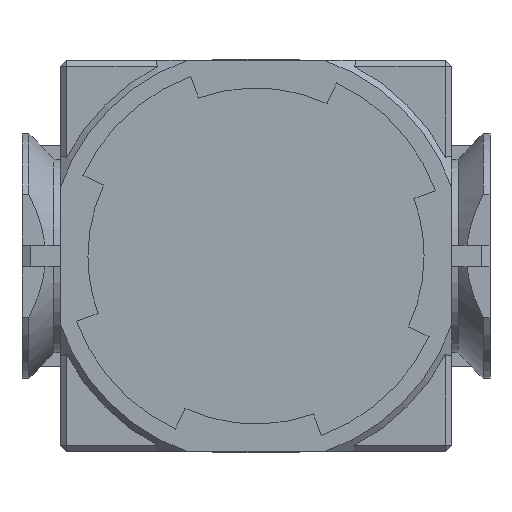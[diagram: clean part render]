
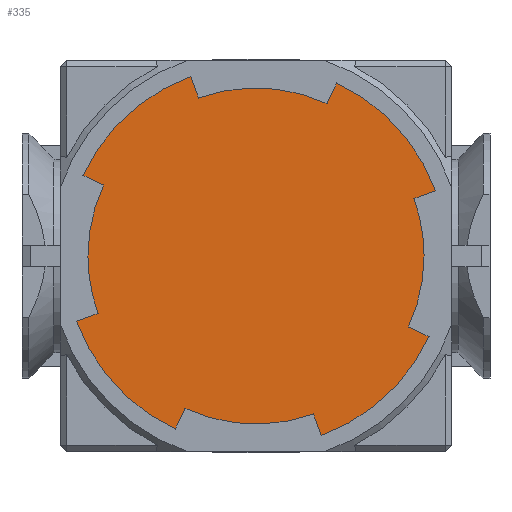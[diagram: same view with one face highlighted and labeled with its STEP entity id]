
A CAD part, front view. The second image highlights one B-rep face of the part: STEP entity #335.
In plain terms, the highlighted planar face has unit normal (0, -1, 0).
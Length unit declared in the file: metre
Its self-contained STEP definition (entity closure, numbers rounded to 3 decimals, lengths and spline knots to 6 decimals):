
#335=ADVANCED_FACE('8:19792',(#1202),#1203,.T.);
#1202=FACE_OUTER_BOUND('',#2365,.T.);
#1203=PLANE('',#2366);
#2365=EDGE_LOOP('',(#6162,#6163,#6164,#6165,#6166,#6167,#6168,#6169,#6170,#6171,#6172,#6173,#6174,#6175,#6176,#6177,#6178,#6179));
#2366=AXIS2_PLACEMENT_3D('',#6180,#6181,#6182);
#6162=ORIENTED_EDGE('',*,*,#8925,.T.);
#6163=ORIENTED_EDGE('',*,*,#8257,.T.);
#6164=ORIENTED_EDGE('',*,*,#8926,.T.);
#6165=ORIENTED_EDGE('',*,*,#8927,.T.);
#6166=ORIENTED_EDGE('',*,*,#8928,.T.);
#6167=ORIENTED_EDGE('',*,*,#8929,.T.);
#6168=ORIENTED_EDGE('',*,*,#8930,.T.);
#6169=ORIENTED_EDGE('',*,*,#8931,.T.);
#6170=ORIENTED_EDGE('',*,*,#8932,.T.);
#6171=ORIENTED_EDGE('',*,*,#8933,.T.);
#6172=ORIENTED_EDGE('',*,*,#8934,.T.);
#6173=ORIENTED_EDGE('',*,*,#8255,.T.);
#6174=ORIENTED_EDGE('',*,*,#8935,.T.);
#6175=ORIENTED_EDGE('',*,*,#8936,.T.);
#6176=ORIENTED_EDGE('',*,*,#8937,.T.);
#6177=ORIENTED_EDGE('',*,*,#8938,.T.);
#6178=ORIENTED_EDGE('',*,*,#8939,.T.);
#6179=ORIENTED_EDGE('',*,*,#8940,.T.);
#6180=CARTESIAN_POINT('',(0.,-0.0402,0.0));
#6181=DIRECTION('',(0.,-1.0,0.0));
#6182=DIRECTION('',(1.0,0.,0.0));
#8255=EDGE_CURVE('8:20785',#9767,#9771,#9773,.T.);
#8257=EDGE_CURVE('8:20713',#9777,#9774,#9778,.T.);
#8925=EDGE_CURVE('8:20701',#10877,#9777,#10878,.T.);
#8926=EDGE_CURVE('8:20713',#9774,#10879,#10880,.T.);
#8927=EDGE_CURVE('8:20722',#10879,#10881,#10882,.T.);
#8928=EDGE_CURVE('8:20731',#10881,#10883,#10884,.T.);
#8929=EDGE_CURVE('8:20740',#10883,#10885,#10886,.T.);
#8930=EDGE_CURVE('8:20749',#10885,#10887,#10888,.T.);
#8931=EDGE_CURVE('8:20758',#10887,#10889,#10890,.T.);
#8932=EDGE_CURVE('8:20767',#10889,#10891,#10892,.T.);
#8933=EDGE_CURVE('8:20776',#10891,#10893,#10894,.T.);
#8934=EDGE_CURVE('8:20785',#10893,#9767,#10895,.T.);
#8935=EDGE_CURVE('8:20794',#9771,#10896,#10897,.T.);
#8936=EDGE_CURVE('8:20803',#10896,#10898,#10899,.T.);
#8937=EDGE_CURVE('8:20812',#10898,#10900,#10901,.T.);
#8938=EDGE_CURVE('8:20821',#10900,#10902,#10903,.T.);
#8939=EDGE_CURVE('8:20830',#10902,#10904,#10905,.T.);
#8940=EDGE_CURVE('8:20839',#10904,#10877,#10906,.T.);
#9767=VERTEX_POINT('',#11952);
#9771=VERTEX_POINT('',#11957);
#9773=CIRCLE('',#11960,0.02715);
#9774=VERTEX_POINT('',#11961);
#9777=VERTEX_POINT('',#11965);
#9778=CIRCLE('',#11966,0.02715);
#10877=VERTEX_POINT('',#13642);
#10878=LINE('',#13643,#13644);
#10879=VERTEX_POINT('',#13645);
#10880=CIRCLE('',#13646,0.02715);
#10881=VERTEX_POINT('',#13647);
#10882=LINE('',#13648,#13649);
#10883=VERTEX_POINT('',#13650);
#10884=CIRCLE('',#13651,0.03085);
#10885=VERTEX_POINT('',#13652);
#10886=LINE('',#13653,#13654);
#10887=VERTEX_POINT('',#13655);
#10888=CIRCLE('',#13656,0.02715);
#10889=VERTEX_POINT('',#13657);
#10890=LINE('',#13658,#13659);
#10891=VERTEX_POINT('',#13660);
#10892=CIRCLE('',#13661,0.03085);
#10893=VERTEX_POINT('',#13662);
#10894=LINE('',#13663,#13664);
#10895=CIRCLE('',#13665,0.02715);
#10896=VERTEX_POINT('',#13666);
#10897=LINE('',#13667,#13668);
#10898=VERTEX_POINT('',#13669);
#10899=CIRCLE('',#13670,0.03085);
#10900=VERTEX_POINT('',#13671);
#10901=LINE('',#13672,#13673);
#10902=VERTEX_POINT('',#13674);
#10903=CIRCLE('',#13675,0.02715);
#10904=VERTEX_POINT('',#13676);
#10905=LINE('',#13677,#13678);
#10906=CIRCLE('',#13679,0.03085);
#11952=CARTESIAN_POINT('',(-0.02715,-0.0402,0.));
#11957=CARTESIAN_POINT('',(-0.025513,-0.0402,-0.009286));
#11960=AXIS2_PLACEMENT_3D('',#15494,#15495,#15496);
#11961=CARTESIAN_POINT('',(0.02715,-0.0402,0.));
#11965=CARTESIAN_POINT('',(0.024606,-0.0402,-0.011474));
#11966=AXIS2_PLACEMENT_3D('',#15498,#15499,#15500);
#13642=CARTESIAN_POINT('',(0.02796,-0.0402,-0.013038));
#13643=CARTESIAN_POINT('',(0.013141,-0.0402,-0.006128));
#13644=VECTOR('',#16518,1.0);
#13645=CARTESIAN_POINT('',(0.025513,-0.0402,0.009286));
#13646=AXIS2_PLACEMENT_3D('',#16519,#16520,#16521);
#13647=CARTESIAN_POINT('',(0.02899,-0.0402,0.010551));
#13648=CARTESIAN_POINT('',(0.013626,-0.0402,0.004959));
#13649=VECTOR('',#16522,1.0);
#13650=CARTESIAN_POINT('',(0.013038,-0.0402,0.02796));
#13651=AXIS2_PLACEMENT_3D('',#16523,#16524,#16525);
#13652=CARTESIAN_POINT('',(0.011474,-0.0402,0.024606));
#13653=CARTESIAN_POINT('',(0.006128,-0.0402,0.013141));
#13654=VECTOR('',#16526,1.0);
#13655=CARTESIAN_POINT('',(-0.009286,-0.0402,0.025513));
#13656=AXIS2_PLACEMENT_3D('',#16527,#16528,#16529);
#13657=CARTESIAN_POINT('',(-0.010551,-0.0402,0.02899));
#13658=CARTESIAN_POINT('',(-0.004959,-0.0402,0.013626));
#13659=VECTOR('',#16530,1.0);
#13660=CARTESIAN_POINT('',(-0.02796,-0.0402,0.013038));
#13661=AXIS2_PLACEMENT_3D('',#16531,#16532,#16533);
#13662=CARTESIAN_POINT('',(-0.024606,-0.0402,0.011474));
#13663=CARTESIAN_POINT('',(-0.013141,-0.0402,0.006128));
#13664=VECTOR('',#16534,1.0);
#13665=AXIS2_PLACEMENT_3D('',#16535,#16536,#16537);
#13666=CARTESIAN_POINT('',(-0.02899,-0.0402,-0.010551));
#13667=CARTESIAN_POINT('',(-0.013626,-0.0402,-0.004959));
#13668=VECTOR('',#16538,1.0);
#13669=CARTESIAN_POINT('',(-0.013038,-0.0402,-0.02796));
#13670=AXIS2_PLACEMENT_3D('',#16539,#16540,#16541);
#13671=CARTESIAN_POINT('',(-0.011474,-0.0402,-0.024606));
#13672=CARTESIAN_POINT('',(-0.006128,-0.0402,-0.013141));
#13673=VECTOR('',#16542,1.0);
#13674=CARTESIAN_POINT('',(0.009286,-0.0402,-0.025513));
#13675=AXIS2_PLACEMENT_3D('',#16543,#16544,#16545);
#13676=CARTESIAN_POINT('',(0.010551,-0.0402,-0.02899));
#13677=CARTESIAN_POINT('',(0.004959,-0.0402,-0.013626));
#13678=VECTOR('',#16546,1.0);
#13679=AXIS2_PLACEMENT_3D('',#16547,#16548,#16549);
#15494=CARTESIAN_POINT('',(0.,-0.0402,0.0));
#15495=DIRECTION('',(0.,-1.0,0.0));
#15496=DIRECTION('',(1.0,0.,0.0));
#15498=CARTESIAN_POINT('',(0.,-0.0402,0.0));
#15499=DIRECTION('',(0.,-1.0,0.0));
#15500=DIRECTION('',(1.0,0.,0.0));
#16518=DIRECTION('',(-0.906,0.,0.423));
#16519=CARTESIAN_POINT('',(0.,-0.0402,0.0));
#16520=DIRECTION('',(0.,-1.0,0.0));
#16521=DIRECTION('',(1.0,0.,0.0));
#16522=DIRECTION('',(0.94,0.,0.342));
#16523=CARTESIAN_POINT('',(0.,-0.0402,0.0));
#16524=DIRECTION('',(0.,-1.0,0.0));
#16525=DIRECTION('',(1.0,0.,0.0));
#16526=DIRECTION('',(-0.423,0.,-0.906));
#16527=CARTESIAN_POINT('',(0.,-0.0402,0.0));
#16528=DIRECTION('',(0.,-1.0,0.0));
#16529=DIRECTION('',(1.0,0.,0.0));
#16530=DIRECTION('',(-0.342,0.,0.94));
#16531=CARTESIAN_POINT('',(0.,-0.0402,0.0));
#16532=DIRECTION('',(0.,-1.0,0.0));
#16533=DIRECTION('',(1.0,0.,0.0));
#16534=DIRECTION('',(0.906,0.,-0.423));
#16535=CARTESIAN_POINT('',(0.,-0.0402,0.0));
#16536=DIRECTION('',(0.,-1.0,0.0));
#16537=DIRECTION('',(1.0,0.,0.0));
#16538=DIRECTION('',(-0.94,0.,-0.342));
#16539=CARTESIAN_POINT('',(0.,-0.0402,0.0));
#16540=DIRECTION('',(0.,-1.0,0.0));
#16541=DIRECTION('',(1.0,0.,0.0));
#16542=DIRECTION('',(0.423,0.,0.906));
#16543=CARTESIAN_POINT('',(0.,-0.0402,0.0));
#16544=DIRECTION('',(0.,-1.0,0.0));
#16545=DIRECTION('',(1.0,0.,0.0));
#16546=DIRECTION('',(0.342,0.,-0.94));
#16547=CARTESIAN_POINT('',(0.,-0.0402,0.0));
#16548=DIRECTION('',(0.,-1.0,0.0));
#16549=DIRECTION('',(1.0,0.,0.0));
